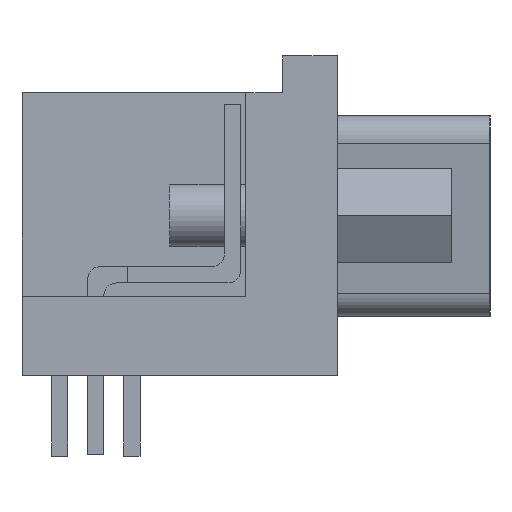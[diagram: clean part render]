
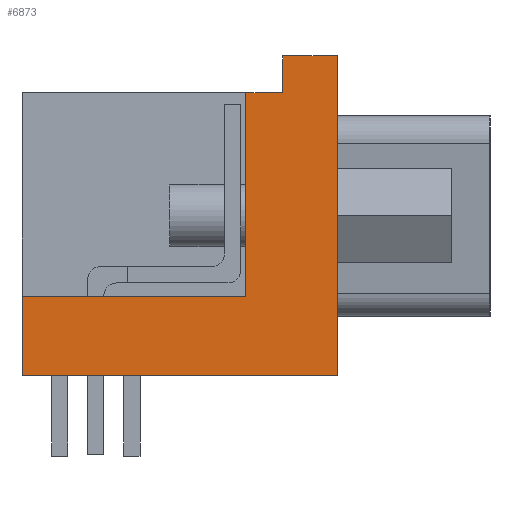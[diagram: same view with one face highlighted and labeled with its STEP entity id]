
A CAD part, left-side view. The second image highlights one B-rep face of the part: STEP entity #6873.
In plain terms, the highlighted planar face has unit normal (-1, 0, 0).
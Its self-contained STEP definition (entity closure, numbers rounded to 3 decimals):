
#974 = LINE ( 'NONE', #1440, #23214 ) ;
#1373 = VERTEX_POINT ( 'NONE', #24799 ) ;
#1440 = CARTESIAN_POINT ( 'NONE',  ( -26.52, 2.9, 12.55 ) ) ;
#1553 = DIRECTION ( 'NONE',  ( 0., 0., -1. ) ) ;
#2846 = ORIENTED_EDGE ( 'NONE', *, *, #11521, .F. ) ;
#3373 = FACE_OUTER_BOUND ( 'NONE', #12809, .T. ) ;
#4197 = VECTOR ( 'NONE', #8816, 1000. ) ;
#4439 = ORIENTED_EDGE ( 'NONE', *, *, #29890, .T. ) ;
#4526 = CARTESIAN_POINT ( 'NONE',  ( -26.52, 2.9, 0. ) ) ;
#5026 = LINE ( 'NONE', #23659, #22176 ) ;
#5145 = VECTOR ( 'NONE', #18980, 1000. ) ;
#5242 = VERTEX_POINT ( 'NONE', #12525 ) ;
#6678 = LINE ( 'NONE', #6975, #29419 ) ;
#6873 = ADVANCED_FACE ( 'NONE', ( #3373 ), #8513, .F. ) ;
#6898 = CARTESIAN_POINT ( 'NONE',  ( -26.52, -7.344, 12.55 ) ) ;
#6975 = CARTESIAN_POINT ( 'NONE',  ( -26.52, 2.9, 11.107 ) ) ;
#7281 = VECTOR ( 'NONE', #1553, 1000. ) ;
#8513 = PLANE ( 'NONE',  #8820 ) ;
#8816 = DIRECTION ( 'NONE',  ( 0., -1., 0. ) ) ;
#8820 = AXIS2_PLACEMENT_3D ( 'NONE', #22888, #20783, #10978 ) ;
#8891 = CARTESIAN_POINT ( 'NONE',  ( -26.52, -9.5, 12.55 ) ) ;
#9406 = DIRECTION ( 'NONE',  ( 0., -1., 0. ) ) ;
#9646 = CARTESIAN_POINT ( 'NONE',  ( -26.52, -7.344, 12.55 ) ) ;
#9735 = DIRECTION ( 'NONE',  ( 0., 0., 1. ) ) ;
#10105 = VERTEX_POINT ( 'NONE', #27705 ) ;
#10253 = DIRECTION ( 'NONE',  ( 0., -1., 0. ) ) ;
#10978 = DIRECTION ( 'NONE',  ( 0., 0., -1. ) ) ;
#11521 = EDGE_CURVE ( 'NONE', #15025, #5242, #18002, .T. ) ;
#11974 = LINE ( 'NONE', #9646, #5145 ) ;
#12318 = VERTEX_POINT ( 'NONE', #19581 ) ;
#12469 = ORIENTED_EDGE ( 'NONE', *, *, #29015, .F. ) ;
#12525 = CARTESIAN_POINT ( 'NONE',  ( -26.52, -5.9, 3.107 ) ) ;
#12564 = EDGE_CURVE ( 'NONE', #5242, #1373, #5026, .T. ) ;
#12809 = EDGE_LOOP ( 'NONE', ( #12469, #23045, #2846, #15549, #4439, #22947, #16057, #18242 ) ) ;
#15025 = VERTEX_POINT ( 'NONE', #24170 ) ;
#15549 = ORIENTED_EDGE ( 'NONE', *, *, #25086, .T. ) ;
#15749 = VECTOR ( 'NONE', #26199, 1000. ) ;
#16050 = VERTEX_POINT ( 'NONE', #6898 ) ;
#16057 = ORIENTED_EDGE ( 'NONE', *, *, #22235, .F. ) ;
#16512 = CARTESIAN_POINT ( 'NONE',  ( -26.52, -9.5, 12.55 ) ) ;
#18002 = LINE ( 'NONE', #27291, #4197 ) ;
#18242 = ORIENTED_EDGE ( 'NONE', *, *, #22090, .F. ) ;
#18980 = DIRECTION ( 'NONE',  ( 0., 0., 1. ) ) ;
#19581 = CARTESIAN_POINT ( 'NONE',  ( -26.52, -9.5, 0. ) ) ;
#20783 = DIRECTION ( 'NONE',  ( 1., 0., 0. ) ) ;
#21349 = LINE ( 'NONE', #26338, #15749 ) ;
#21985 = VERTEX_POINT ( 'NONE', #16512 ) ;
#22090 = EDGE_CURVE ( 'NONE', #10105, #16050, #11974, .T. ) ;
#22176 = VECTOR ( 'NONE', #9735, 1000. ) ;
#22235 = EDGE_CURVE ( 'NONE', #16050, #21985, #974, .T. ) ;
#22372 = LINE ( 'NONE', #8891, #25313 ) ;
#22455 = CARTESIAN_POINT ( 'NONE',  ( -26.52, 2.9, 12.55 ) ) ;
#22888 = CARTESIAN_POINT ( 'NONE',  ( -26.52, 2.9, 12.55 ) ) ;
#22947 = ORIENTED_EDGE ( 'NONE', *, *, #23475, .F. ) ;
#23045 = ORIENTED_EDGE ( 'NONE', *, *, #12564, .F. ) ;
#23214 = VECTOR ( 'NONE', #10253, 1000. ) ;
#23475 = EDGE_CURVE ( 'NONE', #21985, #12318, #22372, .T. ) ;
#23659 = CARTESIAN_POINT ( 'NONE',  ( -26.52, -5.9, 3.107 ) ) ;
#24170 = CARTESIAN_POINT ( 'NONE',  ( -26.52, 2.9, 3.107 ) ) ;
#24731 = LINE ( 'NONE', #22455, #7281 ) ;
#24799 = CARTESIAN_POINT ( 'NONE',  ( -26.52, -5.9, 11.107 ) ) ;
#25086 = EDGE_CURVE ( 'NONE', #15025, #25905, #24731, .T. ) ;
#25313 = VECTOR ( 'NONE', #29657, 1000. ) ;
#25905 = VERTEX_POINT ( 'NONE', #4526 ) ;
#26199 = DIRECTION ( 'NONE',  ( 0., -1., 0. ) ) ;
#26338 = CARTESIAN_POINT ( 'NONE',  ( -26.52, 2.9, 0. ) ) ;
#27291 = CARTESIAN_POINT ( 'NONE',  ( -26.52, 2.9, 3.107 ) ) ;
#27705 = CARTESIAN_POINT ( 'NONE',  ( -26.52, -7.344, 11.107 ) ) ;
#29015 = EDGE_CURVE ( 'NONE', #1373, #10105, #6678, .T. ) ;
#29419 = VECTOR ( 'NONE', #9406, 1000. ) ;
#29657 = DIRECTION ( 'NONE',  ( 0., 0., -1. ) ) ;
#29890 = EDGE_CURVE ( 'NONE', #25905, #12318, #21349, .T. ) ;
